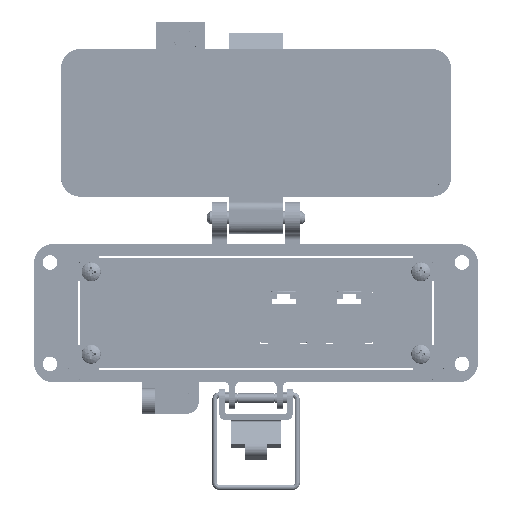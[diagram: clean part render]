
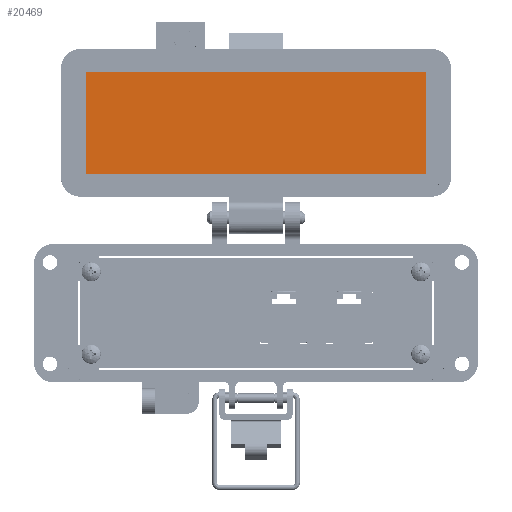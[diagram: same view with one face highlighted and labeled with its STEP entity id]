
A CAD part, top view. The second image highlights one B-rep face of the part: STEP entity #20469.
In plain terms, the highlighted planar face has unit normal (0, 0, 1).
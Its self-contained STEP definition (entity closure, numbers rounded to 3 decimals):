
#843 = PLANE ( 'NONE',  #10990 ) ;
#5096 = LINE ( 'NONE', #15833, #21292 ) ;
#7046 = EDGE_CURVE ( 'NONE', #38841, #15485, #76802, .T. ) ;
#10990 = AXIS2_PLACEMENT_3D ( 'NONE', #18745, #42250, #49015 ) ;
#14223 = EDGE_CURVE ( 'NONE', #47237, #38841, #36329, .T. ) ;
#15485 = VERTEX_POINT ( 'NONE', #42395 ) ;
#15833 = CARTESIAN_POINT ( 'NONE',  ( 42., 51.154, -25.55 ) ) ;
#18745 = CARTESIAN_POINT ( 'NONE',  ( -8.5, 67.154, -25.55 ) ) ;
#20469 = ADVANCED_FACE ( 'NONE', ( #36689 ), #843, .T. ) ;
#21292 = VECTOR ( 'NONE', #77532, 1000. ) ;
#23401 = ORIENTED_EDGE ( 'NONE', *, *, #51275, .F. ) ;
#24992 = VERTEX_POINT ( 'NONE', #48047 ) ;
#25537 = CARTESIAN_POINT ( 'NONE',  ( -53.75, 51.154, -25.55 ) ) ;
#31235 = LINE ( 'NONE', #54751, #31889 ) ;
#31889 = VECTOR ( 'NONE', #36827, 1000. ) ;
#35952 = DIRECTION ( 'NONE',  ( 0., 1., 0. ) ) ;
#36329 = LINE ( 'NONE', #60594, #68204 ) ;
#36689 = FACE_OUTER_BOUND ( 'NONE', #74501, .T. ) ;
#36827 = DIRECTION ( 'NONE',  ( 0., -1., 0. ) ) ;
#37176 = VECTOR ( 'NONE', #54099, 1000. ) ;
#38841 = VERTEX_POINT ( 'NONE', #58154 ) ;
#42250 = DIRECTION ( 'NONE',  ( 0., 0., 1. ) ) ;
#42395 = CARTESIAN_POINT ( 'NONE',  ( 53.75, 83.154, -25.55 ) ) ;
#47237 = VERTEX_POINT ( 'NONE', #25537 ) ;
#48047 = CARTESIAN_POINT ( 'NONE',  ( 53.75, 51.154, -25.55 ) ) ;
#48786 = ORIENTED_EDGE ( 'NONE', *, *, #14223, .F. ) ;
#49015 = DIRECTION ( 'NONE',  ( 0., -1., 0. ) ) ;
#49502 = ORIENTED_EDGE ( 'NONE', *, *, #7046, .F. ) ;
#51275 = EDGE_CURVE ( 'NONE', #15485, #24992, #31235, .T. ) ;
#54099 = DIRECTION ( 'NONE',  ( 1., 0., 0. ) ) ;
#54751 = CARTESIAN_POINT ( 'NONE',  ( 53.75, 67.154, -25.55 ) ) ;
#58154 = CARTESIAN_POINT ( 'NONE',  ( -53.75, 83.154, -25.55 ) ) ;
#58541 = ORIENTED_EDGE ( 'NONE', *, *, #60722, .F. ) ;
#60062 = CARTESIAN_POINT ( 'NONE',  ( -8.5, 83.154, -25.55 ) ) ;
#60594 = CARTESIAN_POINT ( 'NONE',  ( -53.75, 67.154, -25.55 ) ) ;
#60722 = EDGE_CURVE ( 'NONE', #24992, #47237, #5096, .T. ) ;
#68204 = VECTOR ( 'NONE', #35952, 1000. ) ;
#74501 = EDGE_LOOP ( 'NONE', ( #49502, #48786, #58541, #23401 ) ) ;
#76802 = LINE ( 'NONE', #60062, #37176 ) ;
#77532 = DIRECTION ( 'NONE',  ( -1., 0., 0. ) ) ;
